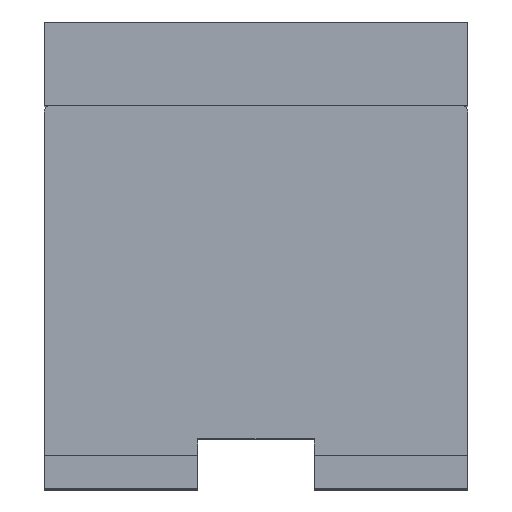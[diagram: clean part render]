
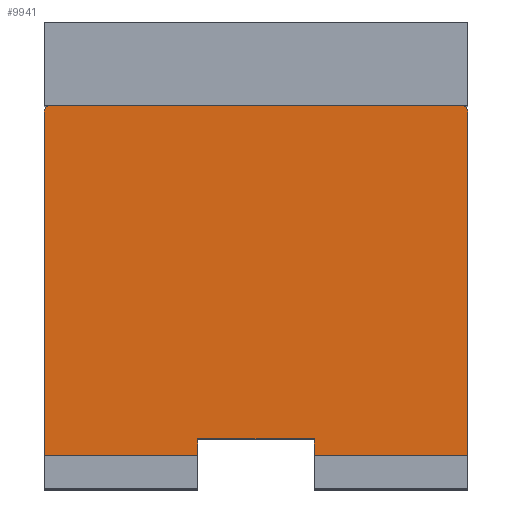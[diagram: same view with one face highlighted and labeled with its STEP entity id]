
A CAD part, top view. The second image highlights one B-rep face of the part: STEP entity #9941.
In plain terms, the highlighted planar face has unit normal (0, 0, 1).
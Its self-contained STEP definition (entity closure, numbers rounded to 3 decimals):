
#158 = ORIENTED_EDGE ( 'NONE', *, *, #2105, .T. ) ;
#198 = CARTESIAN_POINT ( 'NONE',  ( 0.635, 0.1, 1.015 ) ) ;
#276 = CARTESIAN_POINT ( 'NONE',  ( 0.635, 3.669, 1.015 ) ) ;
#343 = VERTEX_POINT ( 'NONE', #8985 ) ;
#345 = CARTESIAN_POINT ( 'NONE',  ( 0., 0.15, 1.015 ) ) ;
#410 = CARTESIAN_POINT ( 'NONE',  ( -0.635, 3.669, 1.015 ) ) ;
#489 = VERTEX_POINT ( 'NONE', #827 ) ;
#670 = CARTESIAN_POINT ( 'NONE',  ( 0.175, 0.1, 1.015 ) ) ;
#827 = CARTESIAN_POINT ( 'NONE',  ( -0.635, 0.1, 1.015 ) ) ;
#1408 = ORIENTED_EDGE ( 'NONE', *, *, #3615, .F. ) ;
#1546 = CARTESIAN_POINT ( 'NONE',  ( -0.615, 1.13, 1.015 ) ) ;
#1552 = VECTOR ( 'NONE', #1611, 1000. ) ;
#1568 = ORIENTED_EDGE ( 'NONE', *, *, #9572, .T. ) ;
#1611 = DIRECTION ( 'NONE',  ( 1., 0., 0. ) ) ;
#1649 = CARTESIAN_POINT ( 'NONE',  ( -0.635, 0.1, 1.015 ) ) ;
#1751 = CARTESIAN_POINT ( 'NONE',  ( -0.615, 1.15, 1.015 ) ) ;
#1895 = EDGE_CURVE ( 'NONE', #11321, #10328, #7775, .T. ) ;
#1906 = ORIENTED_EDGE ( 'NONE', *, *, #7396, .T. ) ;
#1951 = EDGE_CURVE ( 'NONE', #11321, #343, #10847, .T. ) ;
#2040 = LINE ( 'NONE', #3955, #11334 ) ;
#2095 = DIRECTION ( 'NONE',  ( 0., -1., 0. ) ) ;
#2105 = EDGE_CURVE ( 'NONE', #6311, #10328, #4270, .T. ) ;
#2478 = VERTEX_POINT ( 'NONE', #9356 ) ;
#2558 = VECTOR ( 'NONE', #2095, 1000. ) ;
#2677 = DIRECTION ( 'NONE',  ( 0., -1., 0. ) ) ;
#2923 = DIRECTION ( 'NONE',  ( -1., 0., 0. ) ) ;
#3256 = VERTEX_POINT ( 'NONE', #9895 ) ;
#3306 = VECTOR ( 'NONE', #3330, 1000. ) ;
#3330 = DIRECTION ( 'NONE',  ( 0., -1., 0. ) ) ;
#3369 = VERTEX_POINT ( 'NONE', #7339 ) ;
#3615 = EDGE_CURVE ( 'NONE', #3369, #3256, #7448, .T. ) ;
#3826 = EDGE_CURVE ( 'NONE', #9628, #343, #6879, .T. ) ;
#3955 = CARTESIAN_POINT ( 'NONE',  ( -0.635, 0.1, 1.015 ) ) ;
#4038 = VECTOR ( 'NONE', #9319, 1000. ) ;
#4270 = LINE ( 'NONE', #1649, #1552 ) ;
#4296 = CARTESIAN_POINT ( 'NONE',  ( -0.635, 1.13, 1.015 ) ) ;
#4386 = VERTEX_POINT ( 'NONE', #4296 ) ;
#4757 = CARTESIAN_POINT ( 'NONE',  ( 0.615, 1.13, 1.015 ) ) ;
#5004 = DIRECTION ( 'NONE',  ( 0., -1., 0. ) ) ;
#5030 = AXIS2_PLACEMENT_3D ( 'NONE', #410, #10498, #9636 ) ;
#5076 = VECTOR ( 'NONE', #5004, 1000. ) ;
#5343 = EDGE_CURVE ( 'NONE', #489, #3256, #2040, .T. ) ;
#5459 = EDGE_CURVE ( 'NONE', #2478, #3369, #8525, .T. ) ;
#5470 = VECTOR ( 'NONE', #6396, 1000. ) ;
#5591 = VECTOR ( 'NONE', #2677, 1000. ) ;
#5706 = LINE ( 'NONE', #8721, #3306 ) ;
#5796 = PLANE ( 'NONE',  #5030 ) ;
#5852 = CARTESIAN_POINT ( 'NONE',  ( -0.175, 0.15, 1.015 ) ) ;
#5893 = ORIENTED_EDGE ( 'NONE', *, *, #5343, .T. ) ;
#6012 = DIRECTION ( 'NONE',  ( 0., 0., 1. ) ) ;
#6311 = VERTEX_POINT ( 'NONE', #670 ) ;
#6396 = DIRECTION ( 'NONE',  ( 1., 0., 0. ) ) ;
#6838 = DIRECTION ( 'NONE',  ( -1., 0., 0. ) ) ;
#6879 = LINE ( 'NONE', #9922, #5470 ) ;
#6895 = CIRCLE ( 'NONE', #11527, 0.02 ) ;
#7339 = CARTESIAN_POINT ( 'NONE',  ( -0.175, 0.15, 1.015 ) ) ;
#7340 = DIRECTION ( 'NONE',  ( 1., 0., 0. ) ) ;
#7396 = EDGE_CURVE ( 'NONE', #9628, #4386, #6895, .T. ) ;
#7448 = LINE ( 'NONE', #5852, #5076 ) ;
#7775 = LINE ( 'NONE', #276, #2558 ) ;
#8120 = ORIENTED_EDGE ( 'NONE', *, *, #1951, .T. ) ;
#8313 = DIRECTION ( 'NONE',  ( 0., 0., 1. ) ) ;
#8525 = LINE ( 'NONE', #345, #4038 ) ;
#8565 = ORIENTED_EDGE ( 'NONE', *, *, #1895, .F. ) ;
#8721 = CARTESIAN_POINT ( 'NONE',  ( 0.175, 0.15, 1.015 ) ) ;
#8943 = FACE_OUTER_BOUND ( 'NONE', #9657, .T. ) ;
#8970 = CARTESIAN_POINT ( 'NONE',  ( -0.635, 3.669, 1.015 ) ) ;
#8985 = CARTESIAN_POINT ( 'NONE',  ( 0.615, 1.15, 1.015 ) ) ;
#9055 = CARTESIAN_POINT ( 'NONE',  ( 0.635, 1.13, 1.015 ) ) ;
#9319 = DIRECTION ( 'NONE',  ( -1., 0., 0. ) ) ;
#9356 = CARTESIAN_POINT ( 'NONE',  ( 0.175, 0.15, 1.015 ) ) ;
#9455 = AXIS2_PLACEMENT_3D ( 'NONE', #4757, #8313, #2923 ) ;
#9572 = EDGE_CURVE ( 'NONE', #4386, #489, #10505, .T. ) ;
#9628 = VERTEX_POINT ( 'NONE', #1751 ) ;
#9636 = DIRECTION ( 'NONE',  ( -1., 0., 0. ) ) ;
#9657 = EDGE_LOOP ( 'NONE', ( #11314, #158, #8565, #8120, #11463, #1906, #1568, #5893, #1408, #9948 ) ) ;
#9895 = CARTESIAN_POINT ( 'NONE',  ( -0.175, 0.1, 1.015 ) ) ;
#9922 = CARTESIAN_POINT ( 'NONE',  ( -0.635, 1.15, 1.015 ) ) ;
#9941 = ADVANCED_FACE ( 'NONE', ( #8943 ), #5796, .F. ) ;
#9948 = ORIENTED_EDGE ( 'NONE', *, *, #5459, .F. ) ;
#10328 = VERTEX_POINT ( 'NONE', #198 ) ;
#10476 = EDGE_CURVE ( 'NONE', #2478, #6311, #5706, .T. ) ;
#10498 = DIRECTION ( 'NONE',  ( 0., 0., -1. ) ) ;
#10505 = LINE ( 'NONE', #8970, #5591 ) ;
#10847 = CIRCLE ( 'NONE', #9455, 0.02 ) ;
#11314 = ORIENTED_EDGE ( 'NONE', *, *, #10476, .T. ) ;
#11321 = VERTEX_POINT ( 'NONE', #9055 ) ;
#11334 = VECTOR ( 'NONE', #7340, 1000. ) ;
#11463 = ORIENTED_EDGE ( 'NONE', *, *, #3826, .F. ) ;
#11527 = AXIS2_PLACEMENT_3D ( 'NONE', #1546, #6012, #6838 ) ;
